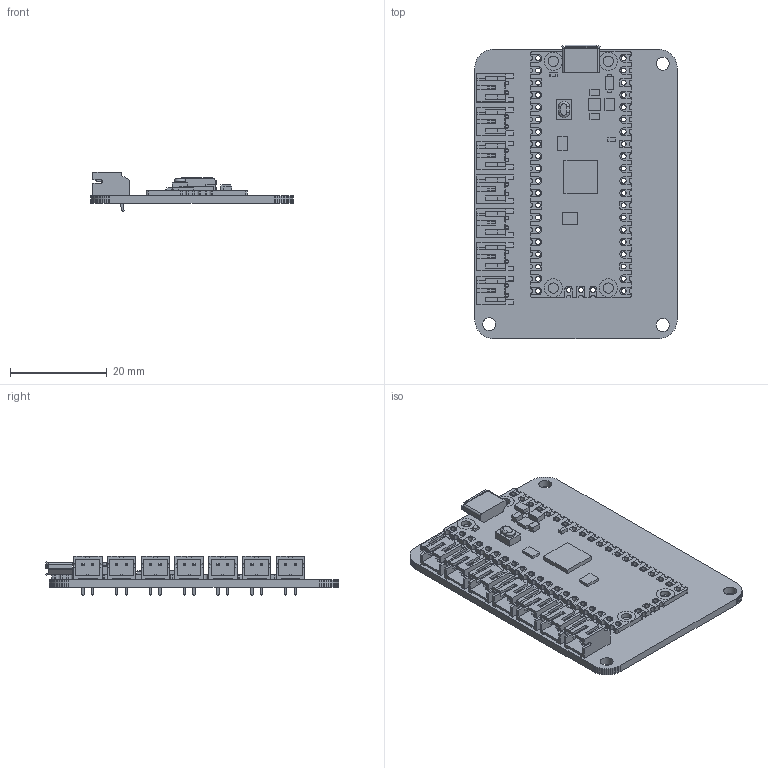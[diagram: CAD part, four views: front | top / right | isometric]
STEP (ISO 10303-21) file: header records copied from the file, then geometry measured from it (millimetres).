
FILE_DESCRIPTION(('KiCad electronic assembly'),'2;1');
FILE_NAME('MacroPed_v0.1.step','2023-07-29T18:00:56',('Pcbnew'),('Kicad' ),'Open CASCADE STEP processor 7.6','KiCad to STEP converter', 'Unknown');
FILE_SCHEMA(('AUTOMOTIVE_DESIGN { 1 0 10303 214 1 1 1 1 }'));
Length unit declared in the file: millimetre
Products named in the file (6): MacroPed_v0.1 1; JST_PH_S2B-PH-K_1x02_P2.00mm_Horizontal; SOLID; Pico; COMPOUND; MacroPed PCB
Assembly tree (11 placements, depth 3):
  MacroPed_v0.1 1
    JST_PH_S2B-PH-K_1x02_P2.00mm_Horizontal  x7
      SOLID
    Pico
      COMPOUND
    MacroPed PCB
Bounding box: 42 x 60.8 x 8.25 mm (x, y, z)
Volume: 5695.1 mm3; surface area: 10685.5 mm2
Topology: 25 solids, 25 shells, 1381 faces, 4015 edges, 2694 vertices
Faces by surface type: plane 1155, cylinder 224, torus 2
Full cylindrical faces by diameter (mm): 0.75 x14, 1 x43, 1.02 x43, 1.5 x2, 1.8 x2, 2.1 x4, 2.7 x3
Entity records: 55494 total; most frequent: CARTESIAN_POINT 11854, DIRECTION 7912, LINE 4959, VECTOR 4959, ORIENTED_EDGE 4286, PCURVE 4286, DEFINITIONAL_REPRESENTATION 4286, EDGE_CURVE 2143
